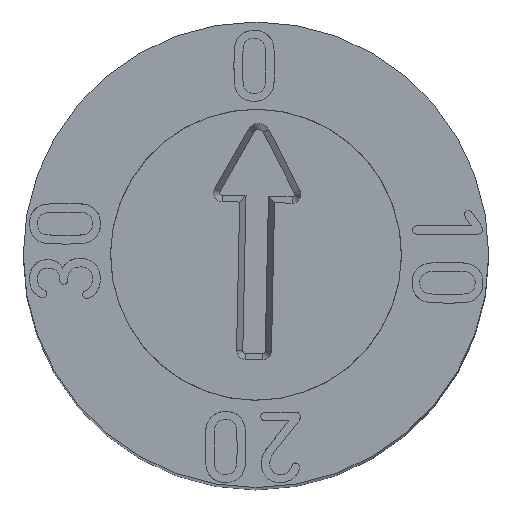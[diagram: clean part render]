
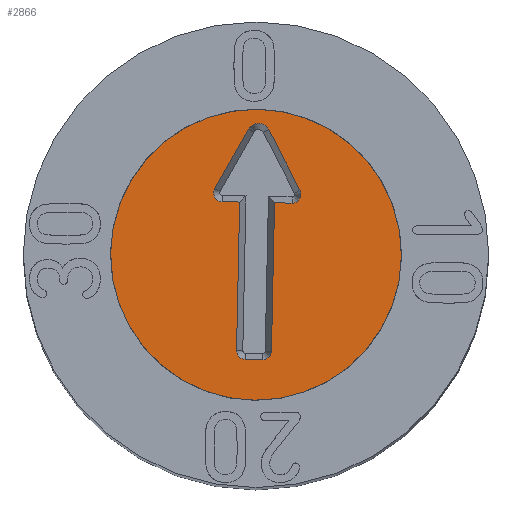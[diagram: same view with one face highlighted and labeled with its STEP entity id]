
A CAD part, top view. The second image highlights one B-rep face of the part: STEP entity #2866.
In plain terms, the highlighted planar face has unit normal (0, 0, 1).
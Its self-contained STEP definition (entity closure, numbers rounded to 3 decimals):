
#63=CIRCLE('',#2979,0.075);
#65=CIRCLE('',#2984,0.076);
#67=CIRCLE('',#2988,0.1);
#69=CIRCLE('',#2992,0.076);
#71=CIRCLE('',#2997,0.075);
#80=CIRCLE('',#3015,1.25);
#96=FACE_BOUND('',#472,.T.);
#134=PLANE('',#3016);
#295=FACE_OUTER_BOUND('',#471,.T.);
#471=EDGE_LOOP('',(#2589));
#472=EDGE_LOOP('',(#2590,#2591,#2592,#2593,#2594,#2595,#2596,#2597,#2598,
#2599,#2600,#2601));
#628=LINE('',#5665,#810);
#631=LINE('',#5671,#813);
#635=LINE('',#5683,#817);
#639=LINE('',#5695,#821);
#643=LINE('',#5707,#825);
#646=LINE('',#5713,#828);
#650=LINE('',#5723,#832);
#810=VECTOR('',#3292,10.);
#813=VECTOR('',#3297,10.);
#817=VECTOR('',#3309,10.);
#821=VECTOR('',#3321,10.);
#825=VECTOR('',#3333,10.);
#828=VECTOR('',#3338,10.);
#832=VECTOR('',#3350,10.);
#1297=VERTEX_POINT('',#5656);
#1298=VERTEX_POINT('',#5658);
#1300=VERTEX_POINT('',#5664);
#1302=VERTEX_POINT('',#5670);
#1304=VERTEX_POINT('',#5676);
#1306=VERTEX_POINT('',#5682);
#1308=VERTEX_POINT('',#5688);
#1310=VERTEX_POINT('',#5694);
#1312=VERTEX_POINT('',#5700);
#1314=VERTEX_POINT('',#5706);
#1316=VERTEX_POINT('',#5712);
#1318=VERTEX_POINT('',#5718);
#1326=VERTEX_POINT('',#5750);
#1705=EDGE_CURVE('',#1298,#1297,#63,.T.);
#1708=EDGE_CURVE('',#1300,#1298,#628,.T.);
#1711=EDGE_CURVE('',#1302,#1300,#631,.T.);
#1714=EDGE_CURVE('',#1304,#1302,#65,.T.);
#1717=EDGE_CURVE('',#1306,#1304,#635,.T.);
#1720=EDGE_CURVE('',#1308,#1306,#67,.T.);
#1723=EDGE_CURVE('',#1310,#1308,#639,.T.);
#1726=EDGE_CURVE('',#1312,#1310,#69,.T.);
#1729=EDGE_CURVE('',#1314,#1312,#643,.T.);
#1732=EDGE_CURVE('',#1316,#1314,#646,.T.);
#1735=EDGE_CURVE('',#1318,#1316,#71,.T.);
#1738=EDGE_CURVE('',#1297,#1318,#650,.T.);
#1750=EDGE_CURVE('',#1326,#1326,#80,.T.);
#2589=ORIENTED_EDGE('',*,*,#1750,.F.);
#2590=ORIENTED_EDGE('',*,*,#1705,.T.);
#2591=ORIENTED_EDGE('',*,*,#1738,.T.);
#2592=ORIENTED_EDGE('',*,*,#1735,.T.);
#2593=ORIENTED_EDGE('',*,*,#1732,.T.);
#2594=ORIENTED_EDGE('',*,*,#1729,.T.);
#2595=ORIENTED_EDGE('',*,*,#1726,.T.);
#2596=ORIENTED_EDGE('',*,*,#1723,.T.);
#2597=ORIENTED_EDGE('',*,*,#1720,.T.);
#2598=ORIENTED_EDGE('',*,*,#1717,.T.);
#2599=ORIENTED_EDGE('',*,*,#1714,.T.);
#2600=ORIENTED_EDGE('',*,*,#1711,.T.);
#2601=ORIENTED_EDGE('',*,*,#1708,.T.);
#2866=ADVANCED_FACE('',(#295,#96),#134,.F.);
#2979=AXIS2_PLACEMENT_3D('',#5659,#3286,#3287);
#2984=AXIS2_PLACEMENT_3D('',#5677,#3303,#3304);
#2988=AXIS2_PLACEMENT_3D('',#5689,#3315,#3316);
#2992=AXIS2_PLACEMENT_3D('',#5701,#3327,#3328);
#2997=AXIS2_PLACEMENT_3D('',#5719,#3344,#3345);
#3015=AXIS2_PLACEMENT_3D('',#5751,#3386,#3387);
#3016=AXIS2_PLACEMENT_3D('',#5753,#3389,#3390);
#3286=DIRECTION('center_axis',(0.,0.,-1.));
#3287=DIRECTION('ref_axis',(0.,-1.,0.));
#3292=DIRECTION('',(0.,1.,0.));
#3297=DIRECTION('',(1.,0.,0.));
#3303=DIRECTION('center_axis',(0.,0.,-1.));
#3304=DIRECTION('ref_axis',(0.,-1.,0.));
#3309=DIRECTION('',(-0.476,0.88,0.));
#3315=DIRECTION('center_axis',(0.,0.,-1.));
#3316=DIRECTION('ref_axis',(0.88,0.476,0.));
#3321=DIRECTION('',(-0.476,-0.88,0.));
#3327=DIRECTION('center_axis',(0.,0.,-1.));
#3328=DIRECTION('ref_axis',(-0.88,0.476,0.));
#3333=DIRECTION('',(1.,0.,0.));
#3338=DIRECTION('',(0.,-1.,0.));
#3344=DIRECTION('center_axis',(0.,0.,-1.));
#3345=DIRECTION('ref_axis',(-1.,0.,0.));
#3350=DIRECTION('',(1.,0.,0.));
#3386=DIRECTION('center_axis',(0.,0.,-1.));
#3387=DIRECTION('ref_axis',(-1.,0.,0.));
#3389=DIRECTION('center_axis',(0.,0.,-1.));
#3390=DIRECTION('ref_axis',(-1.,0.,0.));
#5656=CARTESIAN_POINT('',(-0.075,0.9,2.3));
#5658=CARTESIAN_POINT('',(-0.15,0.825,2.3));
#5659=CARTESIAN_POINT('Origin',(-0.075,0.825,2.3));
#5664=CARTESIAN_POINT('',(-0.15,-0.45,2.3));
#5665=CARTESIAN_POINT('',(-0.15,0.413,2.3));
#5670=CARTESIAN_POINT('',(-0.3,-0.45,2.3));
#5671=CARTESIAN_POINT('',(-0.075,-0.45,2.3));
#5676=CARTESIAN_POINT('',(-0.367,-0.562,2.3));
#5677=CARTESIAN_POINT('Origin',(-0.3,-0.526,2.3));
#5682=CARTESIAN_POINT('',(-0.088,-1.077,2.3));
#5683=CARTESIAN_POINT('',(-0.443,-0.421,2.3));
#5688=CARTESIAN_POINT('',(0.088,-1.077,2.3));
#5689=CARTESIAN_POINT('Origin',(0.,-1.03,
2.3));
#5694=CARTESIAN_POINT('',(0.367,-0.562,2.3));
#5695=CARTESIAN_POINT('',(0.303,-0.679,2.3));
#5700=CARTESIAN_POINT('',(0.3,-0.45,2.3));
#5701=CARTESIAN_POINT('Origin',(0.3,-0.526,2.3));
#5706=CARTESIAN_POINT('',(0.15,-0.45,2.3));
#5707=CARTESIAN_POINT('',(0.15,-0.45,2.3));
#5712=CARTESIAN_POINT('',(0.15,0.825,2.3));
#5713=CARTESIAN_POINT('',(0.15,-0.225,2.3));
#5718=CARTESIAN_POINT('',(0.075,0.9,2.3));
#5719=CARTESIAN_POINT('Origin',(0.075,0.825,2.3));
#5723=CARTESIAN_POINT('',(0.,0.9,2.3));
#5750=CARTESIAN_POINT('',(1.25,0.,2.3));
#5751=CARTESIAN_POINT('Origin',(0.,0.,2.3));
#5753=CARTESIAN_POINT('Origin',(0.,0.,2.3));
